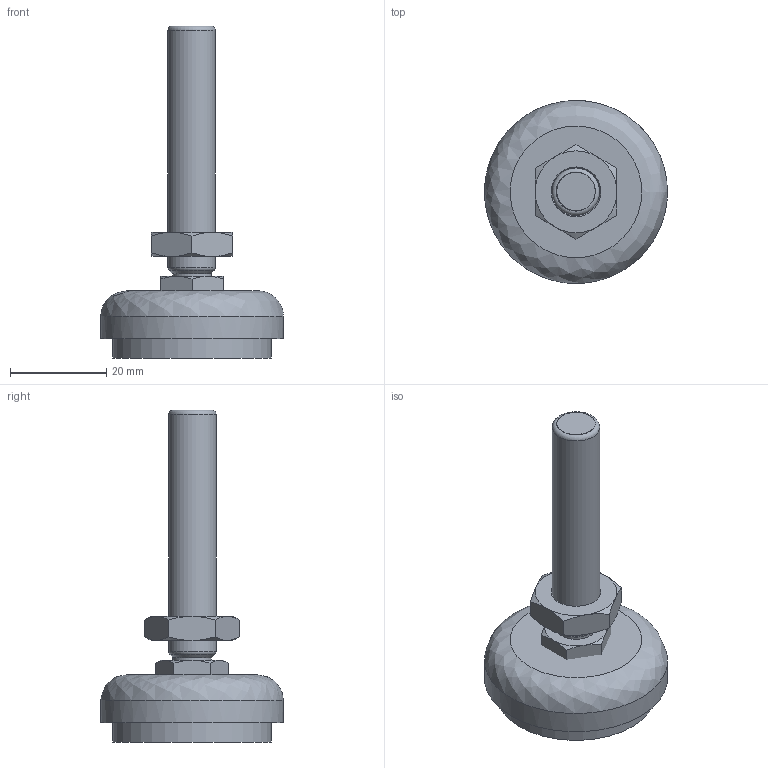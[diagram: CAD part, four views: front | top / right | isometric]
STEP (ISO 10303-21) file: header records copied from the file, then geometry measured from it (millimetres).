
FILE_DESCRIPTION(/* description */ (''),/* implementation_level */ '2;1');
FILE_NAME(/* name */ '30D-M10D35-1.step',/* time_stamp */ '2022-07-07T10:39:21-04:00',/* author */ (''),/* organization */ (''),/* preprocessor_version */ 'ST-DEVELOPER v19',/* originating_system */ 'Autodesk Translation Framework v11.7.0.108',/* authorisation */ '');
FILE_SCHEMA (('AUTOMOTIVE_DESIGN { 1 0 10303 214 3 1 1 }'));
Length unit declared in the file: millimetre
Products named in the file (3): (Unsaved); 90370A207_STEEL THIN HEX NUT; 90370A208_STEEL THIN HEX NUT
Assembly tree (2 placements, depth 2):
  (Unsaved)
    90370A207_STEEL THIN HEX NUT
    90370A208_STEEL THIN HEX NUT
Bounding box: 38 x 38 x 68.96 mm (x, y, z)
Volume: 19470 mm3; surface area: 8352.4 mm2
Topology: 4 solids, 4 shells, 74 faces, 168 edges, 103 vertices
Faces by surface type: cone 29, plane 23, cylinder 13, bspline 7, torus 2
Full cylindrical faces by diameter (mm): 8 x4, 9.85 x1, 10 x2, 33 x1, 38 x1
Entity records: 4271 total; most frequent: CARTESIAN_POINT 2733, ORIENTED_EDGE 336, DIRECTION 272, EDGE_CURVE 168, AXIS2_PLACEMENT_3D 122, VERTEX_POINT 103, EDGE_LOOP 79, FACE_OUTER_BOUND 74
